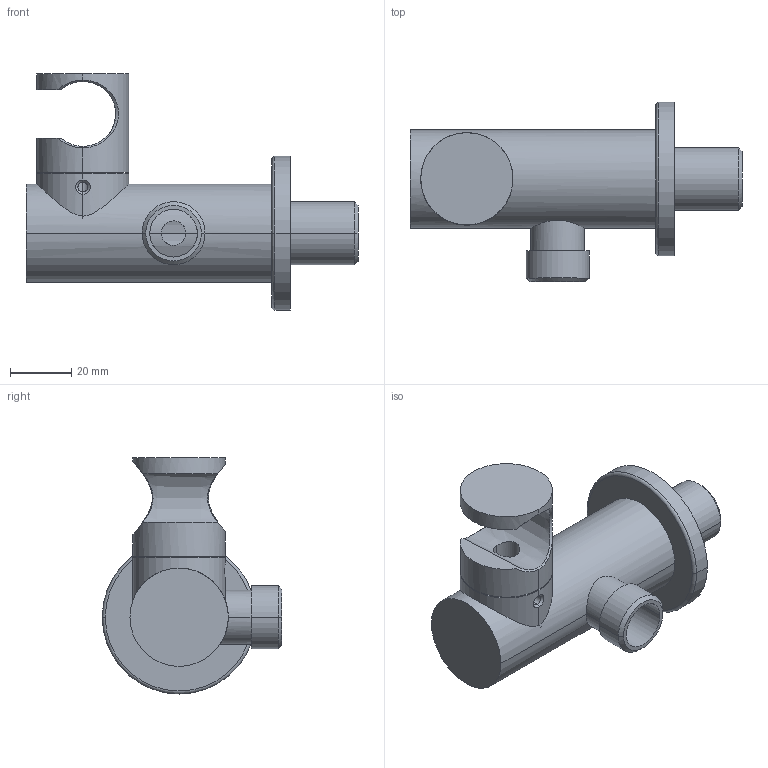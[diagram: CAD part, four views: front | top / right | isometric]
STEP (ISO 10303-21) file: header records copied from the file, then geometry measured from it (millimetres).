
FILE_DESCRIPTION((''),'2;1');
FILE_NAME('DP3070-RFT002-2_ASM','2020-02-18T',('Administrator'),(''),'PRO/ENGINEER BY PARAMETRIC TECHNOLOGY CORPORATION, 2009360','PRO/ENGINEER BY PARAMETRIC TECHNOLOGY CORPORATION, 2009360','');
FILE_SCHEMA(('AUTOMOTIVE_DESIGN_CC2 { 1 2 10303 214 -1 1 5 2 }'));
Length unit declared in the file: millimetre
Products named in the file (9): P0859; P0860; N0523; PC181_ASM; NMQ-05; P0861; N0011; F0033; DP3070-RFT002-2_ASM
Assembly tree (8 placements, depth 3):
  DP3070-RFT002-2_ASM
    PC181_ASM
      P0859
      P0860
      N0523
    NMQ-05
    P0861
    N0011
    F0033
Bounding box: 108 x 58.4 x 76.8 mm (x, y, z)
Volume: 39103.8 mm3; surface area: 37346 mm2
Topology: 7 solids, 7 shells, 155 faces, 360 edges, 227 vertices
Faces by surface type: cylinder 73, plane 53, cone 13, bspline 8, torus 8
Entity records: 5842 total; most frequent: CARTESIAN_POINT 1970, DIRECTION 801, ORIENTED_EDGE 716, EDGE_CURVE 358, AXIS2_PLACEMENT_3D 322, VERTEX_POINT 227, EDGE_LOOP 181, VECTOR 157
